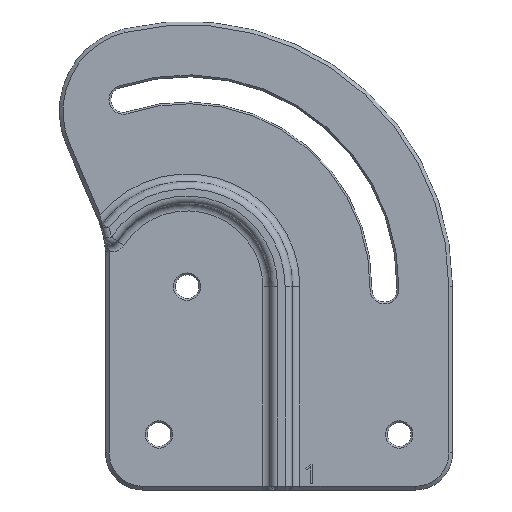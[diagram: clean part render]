
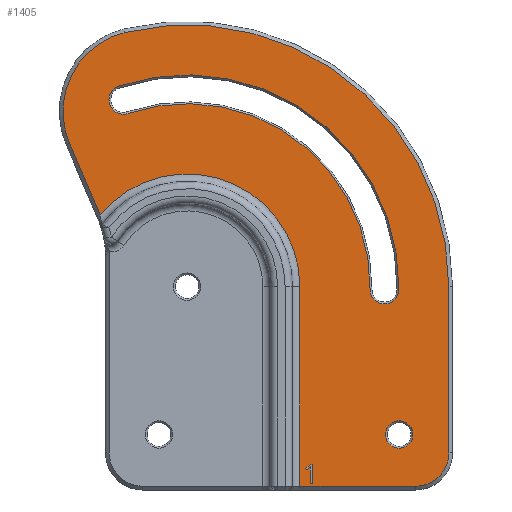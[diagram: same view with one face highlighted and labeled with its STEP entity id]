
A CAD part, top view. The second image highlights one B-rep face of the part: STEP entity #1405.
In plain terms, the highlighted planar face has unit normal (0, 0, 1).
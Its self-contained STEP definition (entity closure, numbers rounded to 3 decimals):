
#86=FACE_BOUND('',#195,.T.);
#87=FACE_BOUND('',#196,.T.);
#88=FACE_BOUND('',#197,.T.);
#101=FACE_OUTER_BOUND('',#194,.T.);
#194=EDGE_LOOP('',(#989,#990,#991,#992,#993,#994,#995,#996));
#195=EDGE_LOOP('',(#997));
#196=EDGE_LOOP('',(#998,#999,#1000,#1001));
#197=EDGE_LOOP('',(#1002,#1003,#1004,#1005,#1006,#1007,#1008,#1009,#1010));
#312=LINE('',#2243,#431);
#313=LINE('',#2245,#432);
#314=LINE('',#2249,#433);
#315=LINE('',#2255,#434);
#316=LINE('',#2269,#435);
#317=LINE('',#2271,#436);
#318=LINE('',#2279,#437);
#319=LINE('',#2281,#438);
#320=LINE('',#2283,#439);
#321=LINE('',#2284,#440);
#431=VECTOR('',#1754,1000.);
#432=VECTOR('',#1755,1000.);
#433=VECTOR('',#1758,1000.);
#434=VECTOR('',#1763,1000.);
#435=VECTOR('',#1776,1000.);
#436=VECTOR('',#1777,1000.);
#437=VECTOR('',#1784,1000.);
#438=VECTOR('',#1785,1000.);
#439=VECTOR('',#1786,1000.);
#440=VECTOR('',#1787,1000.);
#538=CIRCLE('',#1527,9.);
#539=CIRCLE('',#1528,70.8);
#540=CIRCLE('',#1529,22.);
#541=CIRCLE('',#1530,30.5);
#542=CIRCLE('',#1531,3.7);
#543=CIRCLE('',#1532,3.9);
#544=CIRCLE('',#1533,49.5);
#545=CIRCLE('',#1534,3.9);
#546=CIRCLE('',#1535,57.3);
#547=CIRCLE('',#1536,12.154);
#548=CIRCLE('',#1537,3.012);
#549=CIRCLE('',#1538,78.107);
#651=VERTEX_POINT('',#2241);
#652=VERTEX_POINT('',#2242);
#653=VERTEX_POINT('',#2244);
#654=VERTEX_POINT('',#2246);
#655=VERTEX_POINT('',#2248);
#656=VERTEX_POINT('',#2250);
#657=VERTEX_POINT('',#2252);
#658=VERTEX_POINT('',#2254);
#659=VERTEX_POINT('',#2257);
#660=VERTEX_POINT('',#2259);
#661=VERTEX_POINT('',#2260);
#662=VERTEX_POINT('',#2262);
#663=VERTEX_POINT('',#2264);
#664=VERTEX_POINT('',#2267);
#665=VERTEX_POINT('',#2268);
#666=VERTEX_POINT('',#2270);
#667=VERTEX_POINT('',#2272);
#668=VERTEX_POINT('',#2274);
#669=VERTEX_POINT('',#2276);
#670=VERTEX_POINT('',#2278);
#671=VERTEX_POINT('',#2280);
#672=VERTEX_POINT('',#2282);
#776=EDGE_CURVE('',#651,#652,#312,.T.);
#777=EDGE_CURVE('',#652,#653,#313,.T.);
#778=EDGE_CURVE('',#653,#654,#538,.T.);
#779=EDGE_CURVE('',#654,#655,#314,.T.);
#780=EDGE_CURVE('',#655,#656,#539,.T.);
#781=EDGE_CURVE('',#656,#657,#540,.T.);
#782=EDGE_CURVE('',#657,#658,#315,.T.);
#783=EDGE_CURVE('',#658,#651,#541,.F.);
#784=EDGE_CURVE('',#659,#659,#542,.F.);
#785=EDGE_CURVE('',#660,#661,#543,.F.);
#786=EDGE_CURVE('',#661,#662,#544,.T.);
#787=EDGE_CURVE('',#662,#663,#545,.F.);
#788=EDGE_CURVE('',#663,#660,#546,.F.);
#789=EDGE_CURVE('',#664,#665,#316,.T.);
#790=EDGE_CURVE('',#665,#666,#317,.T.);
#791=EDGE_CURVE('',#666,#667,#547,.T.);
#792=EDGE_CURVE('',#667,#668,#548,.T.);
#793=EDGE_CURVE('',#668,#669,#549,.T.);
#794=EDGE_CURVE('',#669,#670,#318,.T.);
#795=EDGE_CURVE('',#670,#671,#319,.T.);
#796=EDGE_CURVE('',#671,#672,#320,.T.);
#797=EDGE_CURVE('',#672,#664,#321,.T.);
#989=ORIENTED_EDGE('',*,*,#776,.T.);
#990=ORIENTED_EDGE('',*,*,#777,.T.);
#991=ORIENTED_EDGE('',*,*,#778,.T.);
#992=ORIENTED_EDGE('',*,*,#779,.T.);
#993=ORIENTED_EDGE('',*,*,#780,.T.);
#994=ORIENTED_EDGE('',*,*,#781,.T.);
#995=ORIENTED_EDGE('',*,*,#782,.T.);
#996=ORIENTED_EDGE('',*,*,#783,.T.);
#997=ORIENTED_EDGE('',*,*,#784,.T.);
#998=ORIENTED_EDGE('',*,*,#785,.T.);
#999=ORIENTED_EDGE('',*,*,#786,.T.);
#1000=ORIENTED_EDGE('',*,*,#787,.T.);
#1001=ORIENTED_EDGE('',*,*,#788,.T.);
#1002=ORIENTED_EDGE('',*,*,#789,.T.);
#1003=ORIENTED_EDGE('',*,*,#790,.T.);
#1004=ORIENTED_EDGE('',*,*,#791,.T.);
#1005=ORIENTED_EDGE('',*,*,#792,.T.);
#1006=ORIENTED_EDGE('',*,*,#793,.T.);
#1007=ORIENTED_EDGE('',*,*,#794,.T.);
#1008=ORIENTED_EDGE('',*,*,#795,.T.);
#1009=ORIENTED_EDGE('',*,*,#796,.T.);
#1010=ORIENTED_EDGE('',*,*,#797,.T.);
#1372=PLANE('',#1526);
#1405=ADVANCED_FACE('',(#101,#86,#87,#88),#1372,.T.);
#1526=AXIS2_PLACEMENT_3D('',#2240,#1752,#1753);
#1527=AXIS2_PLACEMENT_3D('',#2247,#1756,#1757);
#1528=AXIS2_PLACEMENT_3D('',#2251,#1759,#1760);
#1529=AXIS2_PLACEMENT_3D('',#2253,#1761,#1762);
#1530=AXIS2_PLACEMENT_3D('',#2256,#1764,#1765);
#1531=AXIS2_PLACEMENT_3D('',#2258,#1766,#1767);
#1532=AXIS2_PLACEMENT_3D('',#2261,#1768,#1769);
#1533=AXIS2_PLACEMENT_3D('',#2263,#1770,#1771);
#1534=AXIS2_PLACEMENT_3D('',#2265,#1772,#1773);
#1535=AXIS2_PLACEMENT_3D('',#2266,#1774,#1775);
#1536=AXIS2_PLACEMENT_3D('',#2273,#1778,#1779);
#1537=AXIS2_PLACEMENT_3D('',#2275,#1780,#1781);
#1538=AXIS2_PLACEMENT_3D('',#2277,#1782,#1783);
#1752=DIRECTION('center_axis',(0.,0.,1.));
#1753=DIRECTION('ref_axis',(1.,0.,0.));
#1754=DIRECTION('',(0.,-1.,0.));
#1755=DIRECTION('',(1.,0.,0.));
#1756=DIRECTION('center_axis',(0.,0.,1.));
#1757=DIRECTION('ref_axis',(0.,-1.,0.));
#1758=DIRECTION('',(0.,1.,0.));
#1759=DIRECTION('center_axis',(0.,0.,1.));
#1760=DIRECTION('ref_axis',(0.,-1.,0.));
#1761=DIRECTION('center_axis',(0.,0.,1.));
#1762=DIRECTION('ref_axis',(0.,-1.,0.));
#1763=DIRECTION('',(0.393,-0.919,0.));
#1764=DIRECTION('center_axis',(0.,0.,1.));
#1765=DIRECTION('ref_axis',(0.,-1.,0.));
#1766=DIRECTION('center_axis',(0.,0.,1.));
#1767=DIRECTION('ref_axis',(0.,-1.,0.));
#1768=DIRECTION('center_axis',(0.,0.,1.));
#1769=DIRECTION('ref_axis',(0.,-1.,0.));
#1770=DIRECTION('center_axis',(0.,0.,1.));
#1771=DIRECTION('ref_axis',(0.,-1.,0.));
#1772=DIRECTION('center_axis',(0.,0.,1.));
#1773=DIRECTION('ref_axis',(0.,-1.,0.));
#1774=DIRECTION('center_axis',(0.,0.,1.));
#1775=DIRECTION('ref_axis',(0.,-1.,0.));
#1776=DIRECTION('',(-1.,0.,0.));
#1777=DIRECTION('',(0.,1.,0.));
#1778=DIRECTION('center_axis',(0.,0.,-1.));
#1779=DIRECTION('ref_axis',(0.,1.,0.));
#1780=DIRECTION('center_axis',(0.,0.,-1.));
#1781=DIRECTION('ref_axis',(0.,1.,0.));
#1782=DIRECTION('center_axis',(0.,0.,-1.));
#1783=DIRECTION('ref_axis',(0.,1.,0.));
#1784=DIRECTION('',(-0.611,0.791,0.));
#1785=DIRECTION('',(0.791,0.612,0.));
#1786=DIRECTION('',(1.,0.,0.));
#1787=DIRECTION('',(0.,-1.,0.));
#2240=CARTESIAN_POINT('Origin',(123.424,-153.798,-21.252));
#2241=CARTESIAN_POINT('',(-21.653,-153.798,-21.252));
#2242=CARTESIAN_POINT('',(-21.653,-207.798,-21.252));
#2243=CARTESIAN_POINT('',(-21.653,-208.798,-21.252));
#2244=CARTESIAN_POINT('',(9.647,-207.798,-21.252));
#2245=CARTESIAN_POINT('',(123.424,-207.798,-21.252));
#2246=CARTESIAN_POINT('',(18.647,-198.798,-21.252));
#2247=CARTESIAN_POINT('Origin',(9.647,-198.798,-21.252));
#2248=CARTESIAN_POINT('',(18.647,-153.798,-21.252));
#2249=CARTESIAN_POINT('',(18.647,-153.798,-21.252));
#2250=CARTESIAN_POINT('',(-68.952,-85.02,-21.252));
#2251=CARTESIAN_POINT('Origin',(-52.153,-153.798,-21.252));
#2252=CARTESIAN_POINT('',(-83.959,-115.045,-21.252));
#2253=CARTESIAN_POINT('Origin',(-63.732,-106.392,-21.252));
#2254=CARTESIAN_POINT('',(-75.683,-134.392,-21.252));
#2255=CARTESIAN_POINT('',(-37.863,-222.796,-21.252));
#2256=CARTESIAN_POINT('Origin',(-52.153,-153.798,-21.252));
#2257=CARTESIAN_POINT('',(5.21,-190.098,-21.252));
#2258=CARTESIAN_POINT('Origin',(5.21,-193.798,-21.252));
#2259=CARTESIAN_POINT('',(5.141,-154.637,-21.252));
#2260=CARTESIAN_POINT('',(-2.659,-154.523,-21.252));
#2261=CARTESIAN_POINT('Origin',(1.241,-154.58,-21.252));
#2262=CARTESIAN_POINT('',(-68.137,-106.95,-21.252));
#2263=CARTESIAN_POINT('Origin',(-52.153,-153.798,-21.252));
#2264=CARTESIAN_POINT('',(-70.656,-99.568,-21.252));
#2265=CARTESIAN_POINT('Origin',(-69.397,-103.259,-21.252));
#2266=CARTESIAN_POINT('Origin',(-52.153,-153.798,-21.252));
#2267=CARTESIAN_POINT('',(-18.289,-206.94,-21.252));
#2268=CARTESIAN_POINT('',(-18.838,-206.94,-21.252));
#2269=CARTESIAN_POINT('',(-18.563,-206.94,-21.252));
#2270=CARTESIAN_POINT('',(-18.838,-203.407,-21.252));
#2271=CARTESIAN_POINT('',(-18.838,-205.174,-21.252));
#2272=CARTESIAN_POINT('',(-18.811,-202.573,-21.252));
#2273=CARTESIAN_POINT('Origin',(-6.684,-203.381,-21.252));
#2274=CARTESIAN_POINT('',(-18.97,-202.722,-21.252));
#2275=CARTESIAN_POINT('Origin',(-20.949,-200.452,-21.252));
#2276=CARTESIAN_POINT('',(-19.777,-203.383,-21.252));
#2277=CARTESIAN_POINT('Origin',(-68.833,-142.603,-21.252));
#2278=CARTESIAN_POINT('',(-20.075,-202.997,-21.252));
#2279=CARTESIAN_POINT('',(-19.926,-203.19,-21.252));
#2280=CARTESIAN_POINT('',(-18.763,-201.983,-21.252));
#2281=CARTESIAN_POINT('',(-19.419,-202.49,-21.252));
#2282=CARTESIAN_POINT('',(-18.289,-201.983,-21.252));
#2283=CARTESIAN_POINT('',(-18.526,-201.983,-21.252));
#2284=CARTESIAN_POINT('',(-18.289,-204.461,-21.252));
